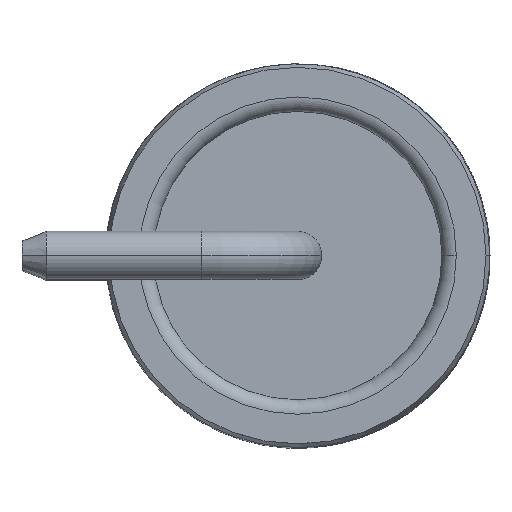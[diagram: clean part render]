
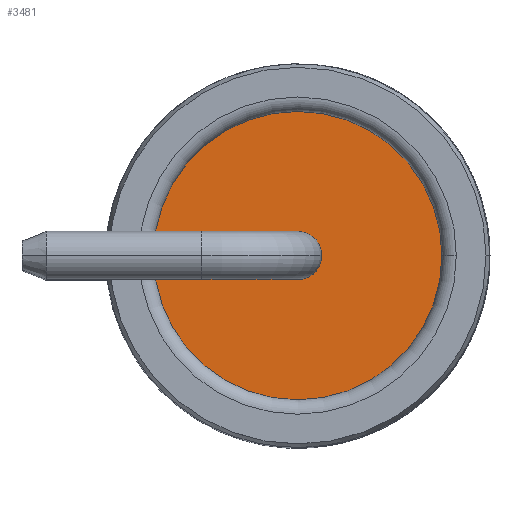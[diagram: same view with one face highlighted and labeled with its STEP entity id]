
A CAD part, top view. The second image highlights one B-rep face of the part: STEP entity #3481.
In plain terms, the highlighted planar face has unit normal (0, 0, 1).
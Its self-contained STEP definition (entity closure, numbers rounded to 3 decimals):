
#2 = DIRECTION ( 'NONE',  ( 0., 0., 1. ) ) ;
#41 = CARTESIAN_POINT ( 'NONE',  ( 0., 0., 3.2 ) ) ;
#56 = AXIS2_PLACEMENT_3D ( 'NONE', #4160, #618, #2529 ) ;
#86 = CARTESIAN_POINT ( 'NONE',  ( -0.5, 0., 3.2 ) ) ;
#122 = CIRCLE ( 'NONE', #56, 0.5 ) ;
#169 = CARTESIAN_POINT ( 'NONE',  ( -3., 0., 3.2 ) ) ;
#391 = FACE_OUTER_BOUND ( 'NONE', #3765, .T. ) ;
#401 = CIRCLE ( 'NONE', #3725, 3. ) ;
#618 = DIRECTION ( 'NONE',  ( 0., 0., -1. ) ) ;
#626 = EDGE_CURVE ( 'NONE', #1080, #3524, #2341, .T. ) ;
#668 = VERTEX_POINT ( 'NONE', #86 ) ;
#730 = AXIS2_PLACEMENT_3D ( 'NONE', #1733, #1093, #2981 ) ;
#754 = CARTESIAN_POINT ( 'NONE',  ( 0., 0., 3.2 ) ) ;
#1080 = VERTEX_POINT ( 'NONE', #1295 ) ;
#1093 = DIRECTION ( 'NONE',  ( 0., 0., -1. ) ) ;
#1139 = DIRECTION ( 'NONE',  ( 0., 0., 1. ) ) ;
#1292 = DIRECTION ( 'NONE',  ( 1., 0., 0. ) ) ;
#1295 = CARTESIAN_POINT ( 'NONE',  ( 3., 0., 3.2 ) ) ;
#1335 = DIRECTION ( 'NONE',  ( 1., 0., 0. ) ) ;
#1460 = VERTEX_POINT ( 'NONE', #2126 ) ;
#1531 = AXIS2_PLACEMENT_3D ( 'NONE', #41, #1139, #1335 ) ;
#1733 = CARTESIAN_POINT ( 'NONE',  ( 0., 0., 3.2 ) ) ;
#2126 = CARTESIAN_POINT ( 'NONE',  ( 0.5, 0., 3.2 ) ) ;
#2129 = ORIENTED_EDGE ( 'NONE', *, *, #626, .T. ) ;
#2220 = DIRECTION ( 'NONE',  ( 1., 0., 0. ) ) ;
#2341 = CIRCLE ( 'NONE', #1531, 3. ) ;
#2491 = EDGE_CURVE ( 'NONE', #1460, #668, #2901, .T. ) ;
#2513 = ORIENTED_EDGE ( 'NONE', *, *, #3638, .T. ) ;
#2529 = DIRECTION ( 'NONE',  ( 1., 0., 0. ) ) ;
#2616 = FACE_BOUND ( 'NONE', #2736, .T. ) ;
#2639 = AXIS2_PLACEMENT_3D ( 'NONE', #754, #2, #1292 ) ;
#2736 = EDGE_LOOP ( 'NONE', ( #3489, #2513 ) ) ;
#2901 = CIRCLE ( 'NONE', #730, 0.5 ) ;
#2981 = DIRECTION ( 'NONE',  ( 1., 0., 0. ) ) ;
#2988 = PLANE ( 'NONE',  #2639 ) ;
#3156 = DIRECTION ( 'NONE',  ( 0., 0., 1. ) ) ;
#3481 = ADVANCED_FACE ( 'NONE', ( #391, #2616 ), #2988, .T. ) ;
#3489 = ORIENTED_EDGE ( 'NONE', *, *, #2491, .T. ) ;
#3516 = CARTESIAN_POINT ( 'NONE',  ( 0., 0., 3.2 ) ) ;
#3524 = VERTEX_POINT ( 'NONE', #169 ) ;
#3544 = ORIENTED_EDGE ( 'NONE', *, *, #4102, .T. ) ;
#3638 = EDGE_CURVE ( 'NONE', #668, #1460, #122, .T. ) ;
#3725 = AXIS2_PLACEMENT_3D ( 'NONE', #3516, #3156, #2220 ) ;
#3765 = EDGE_LOOP ( 'NONE', ( #2129, #3544 ) ) ;
#4102 = EDGE_CURVE ( 'NONE', #3524, #1080, #401, .T. ) ;
#4160 = CARTESIAN_POINT ( 'NONE',  ( 0., 0., 3.2 ) ) ;
